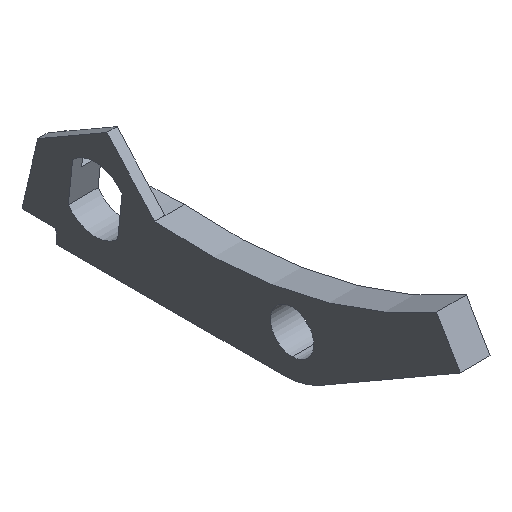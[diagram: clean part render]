
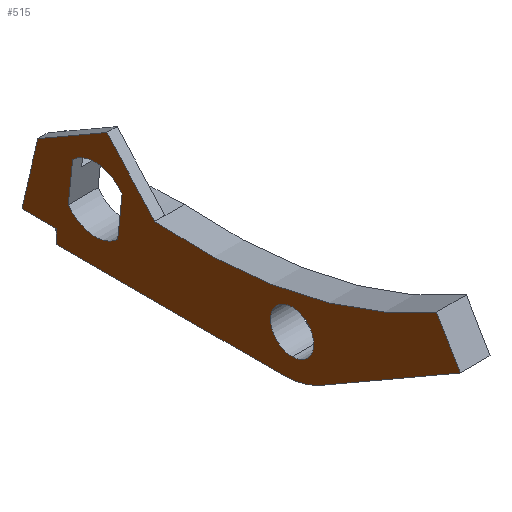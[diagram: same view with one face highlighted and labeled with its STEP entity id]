
A CAD part, isometric view. The second image highlights one B-rep face of the part: STEP entity #515.
In plain terms, the highlighted planar face has unit normal (-1, 0, 0).
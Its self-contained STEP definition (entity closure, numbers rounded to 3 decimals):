
#9 = CARTESIAN_POINT ( 'NONE',  ( -1.38, 25.031, -2.63 ) ) ;
#16 = VECTOR ( 'NONE', #782, 1000. ) ;
#24 = CARTESIAN_POINT ( 'NONE',  ( -1.38, 0., 2. ) ) ;
#25 = VECTOR ( 'NONE', #738, 1000. ) ;
#26 = VECTOR ( 'NONE', #563, 1000. ) ;
#33 = PLANE ( 'NONE',  #492 ) ;
#43 = B_SPLINE_CURVE_WITH_KNOTS ( 'NONE', 3,
 ( #83, #79, #9, #143 ),
 .UNSPECIFIED., .F., .F.,
 ( 4, 4 ),
 ( 0.998, 1. ),
 .UNSPECIFIED. ) ;
#50 = EDGE_CURVE ( 'NONE', #525, #148, #335, .T. ) ;
#54 = LINE ( 'NONE', #552, #170 ) ;
#55 = ORIENTED_EDGE ( 'NONE', *, *, #568, .F. ) ;
#57 = DIRECTION ( 'NONE',  ( 0., 0., 1. ) ) ;
#59 = VECTOR ( 'NONE', #551, 1000. ) ;
#75 = VECTOR ( 'NONE', #180, 1000. ) ;
#79 = CARTESIAN_POINT ( 'NONE',  ( -1.38, 25.031, -2.64 ) ) ;
#83 = CARTESIAN_POINT ( 'NONE',  ( -1.38, 25.031, -2.65 ) ) ;
#91 = EDGE_CURVE ( 'NONE', #158, #579, #418, .T. ) ;
#94 = CARTESIAN_POINT ( 'NONE',  ( -1.38, -15.574, 4.489 ) ) ;
#95 = AXIS2_PLACEMENT_3D ( 'NONE', #596, #277, #695 ) ;
#99 = DIRECTION ( 'NONE',  ( -1., 0., 0. ) ) ;
#101 = CARTESIAN_POINT ( 'NONE',  ( -1.38, -2.669, -2.962 ) ) ;
#103 = ORIENTED_EDGE ( 'NONE', *, *, #204, .F. ) ;
#114 = VERTEX_POINT ( 'NONE', #365 ) ;
#116 = CARTESIAN_POINT ( 'NONE',  ( -1.38, 15.761, 3.175 ) ) ;
#122 = VERTEX_POINT ( 'NONE', #555 ) ;
#125 = AXIS2_PLACEMENT_3D ( 'NONE', #488, #686, #678 ) ;
#138 = EDGE_CURVE ( 'NONE', #378, #507, #542, .T. ) ;
#139 = CARTESIAN_POINT ( 'NONE',  ( -1.38, 21.833, -2.65 ) ) ;
#140 = VERTEX_POINT ( 'NONE', #571 ) ;
#143 = CARTESIAN_POINT ( 'NONE',  ( -1.38, 25.031, -2.62 ) ) ;
#145 = EDGE_CURVE ( 'NONE', #148, #539, #296, .T. ) ;
#148 = VERTEX_POINT ( 'NONE', #802 ) ;
#149 = FACE_OUTER_BOUND ( 'NONE', #572, .T. ) ;
#151 = DIRECTION ( 'NONE',  ( 1., 0., 0. ) ) ;
#158 = VERTEX_POINT ( 'NONE', #116 ) ;
#162 = CARTESIAN_POINT ( 'NONE',  ( -1.38, 12.734, 2.485 ) ) ;
#163 = DIRECTION ( 'NONE',  ( -1., 0., 0. ) ) ;
#169 = ORIENTED_EDGE ( 'NONE', *, *, #50, .F. ) ;
#170 = VECTOR ( 'NONE', #791, 1000. ) ;
#179 = CARTESIAN_POINT ( 'NONE',  ( -1.38, 0.831, 3.1 ) ) ;
#180 = DIRECTION ( 'NONE',  ( 0., 1., 0. ) ) ;
#187 = CARTESIAN_POINT ( 'NONE',  ( -1.38, 21.833, -3.9 ) ) ;
#200 = ORIENTED_EDGE ( 'NONE', *, *, #424, .T. ) ;
#203 = DIRECTION ( 'NONE',  ( 0., 0., 1. ) ) ;
#204 = EDGE_CURVE ( 'NONE', #766, #140, #240, .T. ) ;
#210 = VERTEX_POINT ( 'NONE', #187 ) ;
#214 = VERTEX_POINT ( 'NONE', #101 ) ;
#222 = CARTESIAN_POINT ( 'NONE',  ( -1.38, 17.167, 7.409 ) ) ;
#224 = ORIENTED_EDGE ( 'NONE', *, *, #389, .F. ) ;
#233 = AXIS2_PLACEMENT_3D ( 'NONE', #548, #481, #435 ) ;
#240 = LINE ( 'NONE', #500, #75 ) ;
#241 = CARTESIAN_POINT ( 'NONE',  ( -1.38, 0.831, -3.9 ) ) ;
#245 = CARTESIAN_POINT ( 'NONE',  ( -1.38, 12.734, 2.485 ) ) ;
#248 = VECTOR ( 'NONE', #372, 1000. ) ;
#253 = ORIENTED_EDGE ( 'NONE', *, *, #138, .T. ) ;
#255 = CARTESIAN_POINT ( 'NONE',  ( -1.38, 0., -2. ) ) ;
#264 = CARTESIAN_POINT ( 'NONE',  ( -1.38, 16.164, -0.656 ) ) ;
#266 = VERTEX_POINT ( 'NONE', #727 ) ;
#271 = VECTOR ( 'NONE', #272, 1000. ) ;
#272 = DIRECTION ( 'NONE',  ( 0., 0.866, -0.5 ) ) ;
#277 = DIRECTION ( 'NONE',  ( 1., 0., 0. ) ) ;
#280 = EDGE_CURVE ( 'NONE', #539, #796, #299, .T. ) ;
#287 = ORIENTED_EDGE ( 'NONE', *, *, #91, .T. ) ;
#296 = LINE ( 'NONE', #245, #26 ) ;
#299 = CIRCLE ( 'NONE', #784, 44.2 ) ;
#315 = DIRECTION ( 'NONE',  ( 0., 0., -1. ) ) ;
#323 = ORIENTED_EDGE ( 'NONE', *, *, #660, .F. ) ;
#330 = EDGE_LOOP ( 'NONE', ( #465, #253 ) ) ;
#335 = LINE ( 'NONE', #222, #59 ) ;
#336 = CIRCLE ( 'NONE', #530, 7. ) ;
#338 = ORIENTED_EDGE ( 'NONE', *, *, #516, .F. ) ;
#341 = CARTESIAN_POINT ( 'NONE',  ( -1.38, 0., 0. ) ) ;
#343 = EDGE_CURVE ( 'NONE', #579, #730, #627, .T. ) ;
#349 = ORIENTED_EDGE ( 'NONE', *, *, #478, .F. ) ;
#353 = CIRCLE ( 'NONE', #801, 3. ) ;
#357 = ORIENTED_EDGE ( 'NONE', *, *, #696, .F. ) ;
#365 = CARTESIAN_POINT ( 'NONE',  ( -1.38, 20.336, 3.656 ) ) ;
#368 = CIRCLE ( 'NONE', #233, 3. ) ;
#372 = DIRECTION ( 'NONE',  ( 0., 1., 0. ) ) ;
#378 = VERTEX_POINT ( 'NONE', #255 ) ;
#389 = EDGE_CURVE ( 'NONE', #214, #646, #336, .T. ) ;
#393 = CIRCLE ( 'NONE', #750, 2. ) ;
#396 = CARTESIAN_POINT ( 'NONE',  ( -1.38, 8.8, 46.51 ) ) ;
#402 = CARTESIAN_POINT ( 'NONE',  ( -1.38, 8.8, 46.51 ) ) ;
#405 = CARTESIAN_POINT ( 'NONE',  ( -1.38, 16.164, -0.656 ) ) ;
#412 = FACE_BOUND ( 'NONE', #330, .T. ) ;
#413 = DIRECTION ( 'NONE',  ( 0., 0., 1. ) ) ;
#418 = LINE ( 'NONE', #405, #736 ) ;
#424 = EDGE_CURVE ( 'NONE', #114, #471, #353, .T. ) ;
#435 = DIRECTION ( 'NONE',  ( 0., 0., -1. ) ) ;
#440 = LINE ( 'NONE', #566, #559 ) ;
#442 = ORIENTED_EDGE ( 'NONE', *, *, #343, .T. ) ;
#465 = ORIENTED_EDGE ( 'NONE', *, *, #536, .T. ) ;
#471 = VERTEX_POINT ( 'NONE', #584 ) ;
#478 = EDGE_CURVE ( 'NONE', #210, #766, #440, .T. ) ;
#481 = DIRECTION ( 'NONE',  ( 1., 0., 0. ) ) ;
#488 = CARTESIAN_POINT ( 'NONE',  ( -1.38, 0., 0. ) ) ;
#492 = AXIS2_PLACEMENT_3D ( 'NONE', #396, #99, #203 ) ;
#494 = CARTESIAN_POINT ( 'NONE',  ( -1.38, 18.25, 1.5 ) ) ;
#500 = CARTESIAN_POINT ( 'NONE',  ( -1.38, 34.167, -2.65 ) ) ;
#502 = LINE ( 'NONE', #616, #25 ) ;
#507 = VERTEX_POINT ( 'NONE', #24 ) ;
#515 = ADVANCED_FACE ( 'NONE', ( #149, #526, #412 ), #33, .T. ) ;
#516 = EDGE_CURVE ( 'NONE', #266, #214, #768, .T. ) ;
#520 = CARTESIAN_POINT ( 'NONE',  ( -1.38, -13.385, 8.281 ) ) ;
#525 = VERTEX_POINT ( 'NONE', #532 ) ;
#526 = FACE_BOUND ( 'NONE', #739, .T. ) ;
#530 = AXIS2_PLACEMENT_3D ( 'NONE', #179, #681, #315 ) ;
#532 = CARTESIAN_POINT ( 'NONE',  ( -1.38, 23.569, 3.713 ) ) ;
#536 = EDGE_CURVE ( 'NONE', #507, #378, #393, .T. ) ;
#538 = LINE ( 'NONE', #94, #16 ) ;
#539 = VERTEX_POINT ( 'NONE', #162 ) ;
#542 = CIRCLE ( 'NONE', #125, 2. ) ;
#548 = CARTESIAN_POINT ( 'NONE',  ( -1.38, 18.25, 1.5 ) ) ;
#551 = DIRECTION ( 'NONE',  ( 0., -0.866, 0.5 ) ) ;
#552 = CARTESIAN_POINT ( 'NONE',  ( -1.38, 23.569, 3.713 ) ) ;
#555 = CARTESIAN_POINT ( 'NONE',  ( -1.38, 25.031, -2.62 ) ) ;
#559 = VECTOR ( 'NONE', #57, 1000. ) ;
#563 = DIRECTION ( 'NONE',  ( 0., -0.669, -0.743 ) ) ;
#564 = LINE ( 'NONE', #679, #248 ) ;
#566 = CARTESIAN_POINT ( 'NONE',  ( -1.38, 21.833, -9.615 ) ) ;
#568 = EDGE_CURVE ( 'NONE', #796, #266, #538, .T. ) ;
#571 = CARTESIAN_POINT ( 'NONE',  ( -1.38, 25.031, -2.65 ) ) ;
#572 = EDGE_LOOP ( 'NONE', ( #349, #323, #224, #338, #55, #744, #671, #169, #357, #641, #103 ) ) ;
#579 = VERTEX_POINT ( 'NONE', #264 ) ;
#584 = CARTESIAN_POINT ( 'NONE',  ( -1.38, 18.25, 4.5 ) ) ;
#587 = ORIENTED_EDGE ( 'NONE', *, *, #712, .T. ) ;
#596 = CARTESIAN_POINT ( 'NONE',  ( -1.38, 18.25, 1.5 ) ) ;
#599 = DIRECTION ( 'NONE',  ( 0., 0., -1. ) ) ;
#612 = CARTESIAN_POINT ( 'NONE',  ( -1.38, 20.739, -0.175 ) ) ;
#616 = CARTESIAN_POINT ( 'NONE',  ( -1.38, 20.336, 3.656 ) ) ;
#627 = CIRCLE ( 'NONE', #95, 3. ) ;
#639 = EDGE_CURVE ( 'NONE', #730, #114, #502, .T. ) ;
#641 = ORIENTED_EDGE ( 'NONE', *, *, #773, .F. ) ;
#646 = VERTEX_POINT ( 'NONE', #241 ) ;
#660 = EDGE_CURVE ( 'NONE', #646, #210, #564, .T. ) ;
#662 = DIRECTION ( 'NONE',  ( 0., 0.105, -0.995 ) ) ;
#671 = ORIENTED_EDGE ( 'NONE', *, *, #145, .F. ) ;
#678 = DIRECTION ( 'NONE',  ( 0., 0., -1. ) ) ;
#679 = CARTESIAN_POINT ( 'NONE',  ( -1.38, 0.831, -3.9 ) ) ;
#681 = DIRECTION ( 'NONE',  ( 1., 0., 0. ) ) ;
#686 = DIRECTION ( 'NONE',  ( 1., 0., 0. ) ) ;
#695 = DIRECTION ( 'NONE',  ( 0., 0., -1. ) ) ;
#696 = EDGE_CURVE ( 'NONE', #122, #525, #54, .T. ) ;
#712 = EDGE_CURVE ( 'NONE', #471, #158, #368, .T. ) ;
#727 = CARTESIAN_POINT ( 'NONE',  ( -1.38, -15.574, 4.489 ) ) ;
#730 = VERTEX_POINT ( 'NONE', #612 ) ;
#736 = VECTOR ( 'NONE', #662, 1000. ) ;
#738 = DIRECTION ( 'NONE',  ( 0., -0.105, 0.995 ) ) ;
#739 = EDGE_LOOP ( 'NONE', ( #287, #442, #769, #200, #587 ) ) ;
#744 = ORIENTED_EDGE ( 'NONE', *, *, #280, .F. ) ;
#750 = AXIS2_PLACEMENT_3D ( 'NONE', #341, #151, #599 ) ;
#756 = DIRECTION ( 'NONE',  ( 1., 0., 0. ) ) ;
#766 = VERTEX_POINT ( 'NONE', #139 ) ;
#768 = LINE ( 'NONE', #775, #271 ) ;
#769 = ORIENTED_EDGE ( 'NONE', *, *, #639, .T. ) ;
#773 = EDGE_CURVE ( 'NONE', #140, #122, #43, .T. ) ;
#775 = CARTESIAN_POINT ( 'NONE',  ( -1.38, -15.574, 4.489 ) ) ;
#782 = DIRECTION ( 'NONE',  ( 0., -0.5, -0.866 ) ) ;
#784 = AXIS2_PLACEMENT_3D ( 'NONE', #402, #163, #413 ) ;
#791 = DIRECTION ( 'NONE',  ( 0., -0.225, 0.974 ) ) ;
#796 = VERTEX_POINT ( 'NONE', #520 ) ;
#801 = AXIS2_PLACEMENT_3D ( 'NONE', #494, #756, #809 ) ;
#802 = CARTESIAN_POINT ( 'NONE',  ( -1.38, 17.167, 7.409 ) ) ;
#809 = DIRECTION ( 'NONE',  ( 0., 0., -1. ) ) ;
